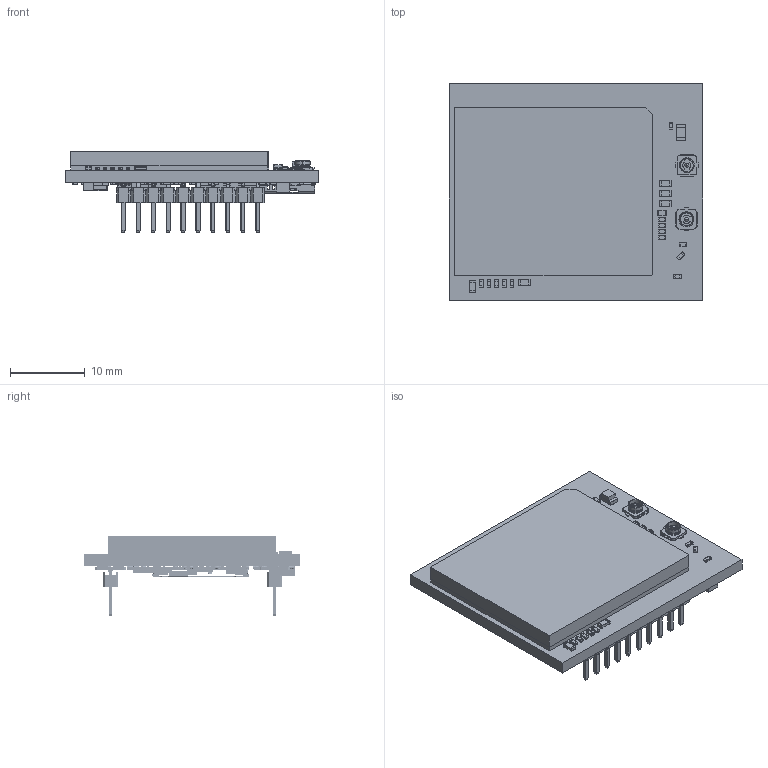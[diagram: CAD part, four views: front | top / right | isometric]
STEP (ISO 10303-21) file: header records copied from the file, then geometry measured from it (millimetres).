
FILE_DESCRIPTION(('Open CASCADE Model'),'2;1');
FILE_NAME('Open CASCADE Shape Model','2019-12-09T10:32:26',('Author'),( 'Open CASCADE'),'Open CASCADE STEP processor 6.8','Open CASCADE 6.8' ,'Unknown');
FILE_SCHEMA(('AUTOMOTIVE_DESIGN { 1 0 10303 214 1 1 1 1 }'));
Length unit declared in the file: millimetre
Products named in the file (138): PCB; Board; Open CASCADE STEP translator 6.8 3.1.1; C36; RES0402; C24; C18; RES0603; C17; C14; 6366591424; Extruded; 6366591184; C10; C25; C21; U6; 6210905456; R11; R10; R9; C45; C44; C43; C13; C26; J3; 786463001; U7; 7552453424; U5; 7552452704; U3; 0673298020; 7552765520; R7; R8; FB1; C40; C39 ...
Assembly tree (226 placements, depth 4):
  PCB
    Board
      Open CASCADE STEP translator 6.8 3.1.1
    C36
      RES0402
    C24
      RES0402
    C18
      RES0603
    C17
      RES0603
    C14
      6366591424  x2
        Extruded
      6366591184
        Extruded
    C10
      RES0402
    C25
      RES0402
    C21
      RES0402
    U6
      6210905456
        Extruded
    R11
      RES0402
    R10
      RES0402
    R9
      RES0402
    C45
      RES0402
    C44
      RES0402
    C43
      RES0402
    C13
      RES0402
    C26
      RES0402
    J3
      786463001
    U7
      7552453424
        Extruded
    U5
      7552452704
        Extruded
    U3
      0673298020  x8
        Extruded
      7552765520
        Extruded
    R7
      RES0402
    R8
      RES0402
    FB1
      RES0603
Bounding box: 33.88 x 28.96 x 10.84 mm (x, y, z)
Volume: 3399.5 mm3; surface area: 6823.2 mm2
Topology: 347 solids, 347 shells, 3999 faces, 9355 edges, 6132 vertices
Faces by surface type: plane 2945, bspline 700, cylinder 338, cone 12, revolution 4
Entity records: 63425 total; most frequent: CARTESIAN_POINT 11015, ORIENTED_EDGE 9740, DIRECTION 9424, EDGE_CURVE 4870, LINE 4164, VECTOR 4164, VERTEX_POINT 3188, AXIS2_PLACEMENT_3D 2629
